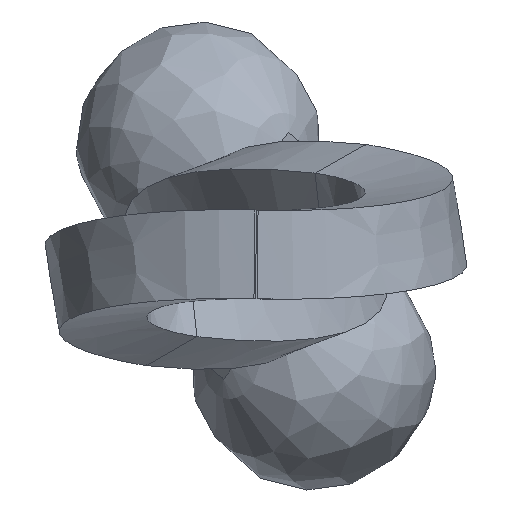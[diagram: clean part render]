
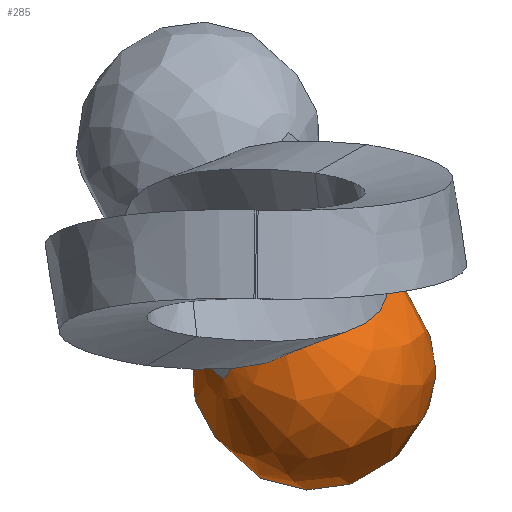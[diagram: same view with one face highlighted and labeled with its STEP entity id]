
A CAD part, top view. The second image highlights one B-rep face of the part: STEP entity #285.
In plain terms, the highlighted free-form (B-spline) face has degree [2, 2] with [6, 6] control points.
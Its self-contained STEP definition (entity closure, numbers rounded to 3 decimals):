
#165=CARTESIAN_POINT('',(-0.865,-1.681,-12.933));
#166=CARTESIAN_POINT('',(-0.947,-1.691,-13.05));
#167=CARTESIAN_POINT('',(-1.073,-1.515,-13.387));
#168=CARTESIAN_POINT('',(-0.922,-1.047,-13.541));
#169=CARTESIAN_POINT('',(-0.663,-0.816,-13.337));
#170=CARTESIAN_POINT('',(-0.579,-0.804,-13.219));
#171=CARTESIAN_POINT('',(-0.886,-1.819,-12.907));
#172=CARTESIAN_POINT('',(-1.01,-1.889,-13.061));
#173=CARTESIAN_POINT('',(-1.295,-1.76,-13.673));
#174=CARTESIAN_POINT('',(-1.025,-0.925,-13.948));
#175=CARTESIAN_POINT('',(-0.612,-0.66,-13.464));
#176=CARTESIAN_POINT('',(-0.519,-0.69,-13.275));
#177=CARTESIAN_POINT('',(-0.781,-2.139,-12.696));
#178=CARTESIAN_POINT('',(-0.938,-2.527,-12.825));
#179=CARTESIAN_POINT('',(-4.199,-9.552,-18.684));
#180=CARTESIAN_POINT('',(-0.159,2.958,-22.804));
#181=CARTESIAN_POINT('',(-0.173,-0.159,-13.601));
#182=CARTESIAN_POINT('',(-0.228,-0.427,-13.255));
#183=CARTESIAN_POINT('',(-0.416,-2.139,-12.338));
#184=CARTESIAN_POINT('',(-0.284,-2.527,-12.184));
#185=CARTESIAN_POINT('',(5.638,-9.552,-9.038));
#186=CARTESIAN_POINT('',(9.678,2.958,-13.157));
#187=CARTESIAN_POINT('',(0.477,-0.159,-12.964));
#188=CARTESIAN_POINT('',(0.132,-0.427,-12.902));
#189=CARTESIAN_POINT('',(-0.202,-1.818,-12.237));
#190=CARTESIAN_POINT('',(-0.046,-1.888,-12.116));
#191=CARTESIAN_POINT('',(0.569,-1.758,-11.844));
#192=CARTESIAN_POINT('',(0.838,-0.926,-12.118));
#193=CARTESIAN_POINT('',(0.348,-0.661,-12.521));
#194=CARTESIAN_POINT('',(0.158,-0.69,-12.611));
#195=CARTESIAN_POINT('',(-0.177,-1.68,-12.259));
#196=CARTESIAN_POINT('',(-0.059,-1.689,-12.18));
#197=CARTESIAN_POINT('',(0.278,-1.513,-12.061));
#198=CARTESIAN_POINT('',(0.428,-1.049,-12.214));
#199=CARTESIAN_POINT('',(0.221,-0.818,-12.468));
#200=CARTESIAN_POINT('',(0.103,-0.805,-12.549));
#208=(BOUNDED_SURFACE()B_SPLINE_SURFACE(2,2,((#165,#171,#177,#183,#189,#195),(#166,#172,#178,#184,#190,#196),(#167,#173,#179,#185,#191,#197),(#168,#174,#180,#186,#192,#198),(#169,#175,#181,#187,#193,#199),(#170,#176,#182,#188,#194,#200)),.UNSPECIFIED.,.F.,.F.,.U.)B_SPLINE_SURFACE_WITH_KNOTS((3,1,1,1,3),(3,1,1,1,3),(0.0,2.439,5.312,8.184,10.662),(0.0,2.419,5.291,8.164,10.603),.UNSPECIFIED.)GEOMETRIC_REPRESENTATION_ITEM()RATIONAL_B_SPLINE_SURFACE(((52.724,40.948,26.962,26.962,41.002,52.926),(40.803,29.026,15.04,15.04,29.08,41.004),(26.763,14.986,1.0,1.0,15.041,26.964),(26.763,14.986,1.0,1.0,15.041,26.964),(40.904,29.127,15.141,15.141,29.182,41.105),(53.1,41.323,27.337,27.337,41.377,53.301)))REPRESENTATION_ITEM('')SURFACE());
#209=CARTESIAN_POINT('',(0.187,-0.198,-13.246));
#210=VERTEX_POINT('',#209);
#211=CARTESIAN_POINT('',(0.657,-1.417,-11.995));
#212=VERTEX_POINT('',#211);
#213=CARTESIAN_POINT('',(0.187,-0.198,-13.246));
#214=CARTESIAN_POINT('',(0.192,-0.267,-13.106));
#215=CARTESIAN_POINT('',(0.206,-0.346,-12.974));
#216=CARTESIAN_POINT('',(0.253,-0.52,-12.727));
#217=CARTESIAN_POINT('',(0.284,-0.616,-12.61));
#218=CARTESIAN_POINT('',(0.366,-0.826,-12.394));
#219=CARTESIAN_POINT('',(0.414,-0.937,-12.298));
#220=CARTESIAN_POINT('',(0.497,-1.111,-12.171));
#221=CARTESIAN_POINT('',(0.527,-1.17,-12.132));
#222=CARTESIAN_POINT('',(0.589,-1.292,-12.059));
#223=CARTESIAN_POINT('',(0.623,-1.354,-12.025));
#224=CARTESIAN_POINT('',(0.657,-1.417,-11.995));
#225=B_SPLINE_CURVE_WITH_KNOTS('',3,(#213,#214,#215,#216,#217,#218,#219,#220,#221,#222,#223,#224),.UNSPECIFIED.,.F.,.U.,(4,2,2,2,2,4),(0.0,0.25,0.5,0.75,0.875,1.0),.UNSPECIFIED.);
#226=EDGE_CURVE('',#210,#212,#225,.T.);
#227=ORIENTED_EDGE('',*,*,#226,.T.);
#228=CARTESIAN_POINT('',(-0.659,-2.506,-12.593));
#229=VERTEX_POINT('',#228);
#230=CARTESIAN_POINT('',(0.657,-1.417,-11.995));
#231=CARTESIAN_POINT('',(0.517,-1.484,-12.001));
#232=CARTESIAN_POINT('',(0.382,-1.559,-12.018));
#233=CARTESIAN_POINT('',(0.124,-1.722,-12.077));
#234=CARTESIAN_POINT('',(0.004,-1.809,-12.117));
#235=CARTESIAN_POINT('',(-0.164,-1.947,-12.193));
#236=CARTESIAN_POINT('',(-0.217,-1.995,-12.221));
#237=CARTESIAN_POINT('',(-0.32,-2.092,-12.283));
#238=CARTESIAN_POINT('',(-0.37,-2.142,-12.316));
#239=CARTESIAN_POINT('',(-0.509,-2.294,-12.424));
#240=CARTESIAN_POINT('',(-0.59,-2.398,-12.504));
#241=CARTESIAN_POINT('',(-0.659,-2.506,-12.593));
#242=B_SPLINE_CURVE_WITH_KNOTS('',3,(#230,#231,#232,#233,#234,#235,#236,#237,#238,#239,#240,#241),.UNSPECIFIED.,.F.,.U.,(4,2,2,2,2,4),(0.0,0.25,0.5,0.625,0.75,1.0),.UNSPECIFIED.);
#243=EDGE_CURVE('',#212,#229,#242,.T.);
#244=ORIENTED_EDGE('',*,*,#243,.T.);
#245=CARTESIAN_POINT('',(-1.116,-1.293,-13.853));
#246=VERTEX_POINT('',#245);
#247=CARTESIAN_POINT('',(-0.659,-2.506,-12.593));
#248=CARTESIAN_POINT('',(-0.731,-2.38,-12.651));
#249=CARTESIAN_POINT('',(-0.795,-2.257,-12.722));
#250=CARTESIAN_POINT('',(-0.909,-2.021,-12.892));
#251=CARTESIAN_POINT('',(-0.957,-1.911,-12.988));
#252=CARTESIAN_POINT('',(-1.015,-1.756,-13.15));
#253=CARTESIAN_POINT('',(-1.033,-1.706,-13.206));
#254=CARTESIAN_POINT('',(-1.055,-1.634,-13.295));
#255=CARTESIAN_POINT('',(-1.062,-1.611,-13.326));
#256=CARTESIAN_POINT('',(-1.075,-1.565,-13.388));
#257=CARTESIAN_POINT('',(-1.081,-1.543,-13.419));
#258=CARTESIAN_POINT('',(-1.106,-1.436,-13.578));
#259=CARTESIAN_POINT('',(-1.116,-1.36,-13.712));
#260=CARTESIAN_POINT('',(-1.116,-1.293,-13.853));
#261=B_SPLINE_CURVE_WITH_KNOTS('',3,(#247,#248,#249,#250,#251,#252,#253,#254,#255,#256,#257,#258,#259,#260),.UNSPECIFIED.,.F.,.U.,(4,2,2,2,2,2,4),(0.0,0.25,0.5,0.625,0.688,0.75,1.0),.UNSPECIFIED.);
#262=EDGE_CURVE('',#229,#246,#261,.T.);
#263=ORIENTED_EDGE('',*,*,#262,.T.);
#264=CARTESIAN_POINT('',(-1.116,-1.293,-13.853));
#265=CARTESIAN_POINT('',(-1.052,-1.184,-13.762));
#266=CARTESIAN_POINT('',(-0.975,-1.079,-13.679));
#267=CARTESIAN_POINT('',(-0.842,-0.925,-13.569));
#268=CARTESIAN_POINT('',(-0.794,-0.875,-13.535));
#269=CARTESIAN_POINT('',(-0.718,-0.8,-13.487));
#270=CARTESIAN_POINT('',(-0.692,-0.775,-13.472));
#271=CARTESIAN_POINT('',(-0.638,-0.727,-13.443));
#272=CARTESIAN_POINT('',(-0.611,-0.703,-13.429));
#273=CARTESIAN_POINT('',(-0.471,-0.586,-13.363));
#274=CARTESIAN_POINT('',(-0.351,-0.499,-13.323));
#275=CARTESIAN_POINT('',(-0.157,-0.377,-13.28));
#276=CARTESIAN_POINT('',(-0.09,-0.338,-13.269));
#277=CARTESIAN_POINT('',(0.047,-0.265,-13.253));
#278=CARTESIAN_POINT('',(0.116,-0.23,-13.248));
#279=CARTESIAN_POINT('',(0.187,-0.198,-13.246));
#280=B_SPLINE_CURVE_WITH_KNOTS('',3,(#264,#265,#266,#267,#268,#269,#270,#271,#272,#273,#274,#275,#276,#277,#278,#279),.UNSPECIFIED.,.F.,.U.,(4,2,2,2,2,2,2,4),(0.0,0.25,0.375,0.438,0.5,0.75,0.875,1.0),.UNSPECIFIED.);
#281=EDGE_CURVE('',#246,#210,#280,.T.);
#282=ORIENTED_EDGE('',*,*,#281,.T.);
#283=EDGE_LOOP('',(#227,#244,#263,#282));
#284=FACE_OUTER_BOUND('',#283,.T.);
#285=ADVANCED_FACE('',(#284),#208,.T.);
